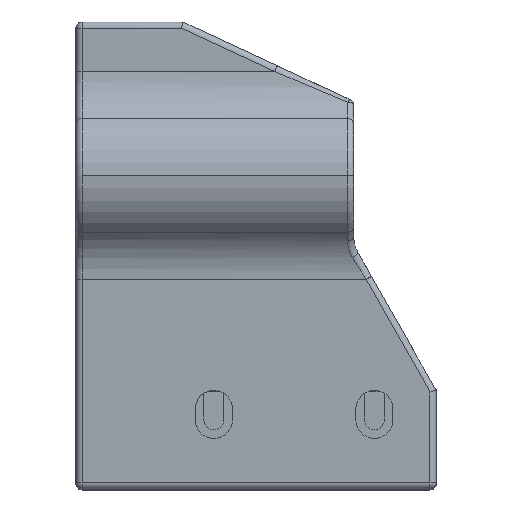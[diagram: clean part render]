
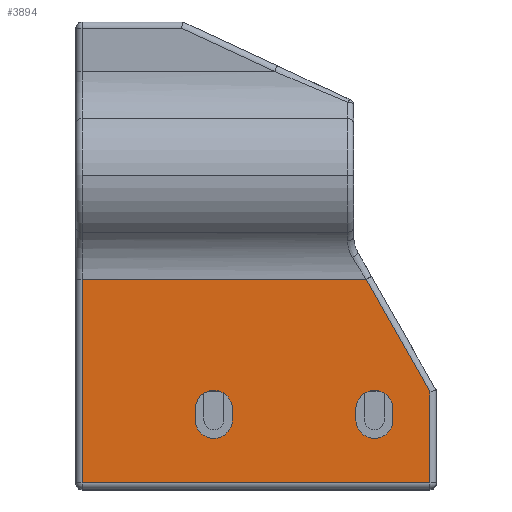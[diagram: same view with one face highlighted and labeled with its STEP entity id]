
A CAD part, top view. The second image highlights one B-rep face of the part: STEP entity #3894.
In plain terms, the highlighted planar face has unit normal (0, 0, 1).
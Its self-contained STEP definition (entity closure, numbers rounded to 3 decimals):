
#34 = CARTESIAN_POINT ( 'NONE',  ( 263.15, -22.8, 204.85 ) ) ;
#76 = VECTOR ( 'NONE', #3551, 1000. ) ;
#140 = EDGE_CURVE ( 'NONE', #5248, #9212, #365, .T. ) ;
#165 = ORIENTED_EDGE ( 'NONE', *, *, #6489, .T. ) ;
#313 = CARTESIAN_POINT ( 'NONE',  ( 231.15, -10.8, 204.85 ) ) ;
#365 = LINE ( 'NONE', #8978, #3110 ) ;
#373 = ORIENTED_EDGE ( 'NONE', *, *, #3827, .T. ) ;
#379 = CARTESIAN_POINT ( 'NONE',  ( 263.15, -8.064, 204.85 ) ) ;
#398 = AXIS2_PLACEMENT_3D ( 'NONE', #9598, #7360, #5831 ) ;
#504 = CARTESIAN_POINT ( 'NONE',  ( 228.15, -10.8, 204.85 ) ) ;
#641 = FACE_BOUND ( 'NONE', #6509, .T. ) ;
#733 = VERTEX_POINT ( 'NONE', #7718 ) ;
#754 = VECTOR ( 'NONE', #6728, 1000. ) ;
#762 = VECTOR ( 'NONE', #1810, 1000. ) ;
#1084 = CIRCLE ( 'NONE', #7709, 3. ) ;
#1331 = DIRECTION ( 'NONE',  ( 1., 0., 0. ) ) ;
#1401 = VECTOR ( 'NONE', #5765, 1000. ) ;
#1479 = DIRECTION ( 'NONE',  ( 1., 0., 0. ) ) ;
#1696 = AXIS2_PLACEMENT_3D ( 'NONE', #504, #7118, #1331 ) ;
#1773 = VERTEX_POINT ( 'NONE', #2414 ) ;
#1801 = CARTESIAN_POINT ( 'NONE',  ( 254.15, -10.8, 204.85 ) ) ;
#1810 = DIRECTION ( 'NONE',  ( 0., -1., 0. ) ) ;
#1829 = ORIENTED_EDGE ( 'NONE', *, *, #3861, .T. ) ;
#1904 = DIRECTION ( 'NONE',  ( 1., 0., 0. ) ) ;
#1964 = CARTESIAN_POINT ( 'NONE',  ( 257.15, -10.8, 204.85 ) ) ;
#1991 = ORIENTED_EDGE ( 'NONE', *, *, #2481, .T. ) ;
#2000 = DIRECTION ( 'NONE',  ( 0., 0., -1. ) ) ;
#2004 = DIRECTION ( 'NONE',  ( 1., 0., 0. ) ) ;
#2080 = CIRCLE ( 'NONE', #2545, 3. ) ;
#2126 = CARTESIAN_POINT ( 'NONE',  ( 251.15, -12.587, 204.85 ) ) ;
#2179 = LINE ( 'NONE', #2126, #754 ) ;
#2181 = LINE ( 'NONE', #6681, #4125 ) ;
#2210 = ORIENTED_EDGE ( 'NONE', *, *, #8259, .T. ) ;
#2257 = CARTESIAN_POINT ( 'NONE',  ( 254.15, -7.8, 204.85 ) ) ;
#2359 = LINE ( 'NONE', #5486, #762 ) ;
#2414 = CARTESIAN_POINT ( 'NONE',  ( 251.15, -10.8, 204.85 ) ) ;
#2481 = EDGE_CURVE ( 'NONE', #4525, #3803, #4332, .T. ) ;
#2545 = AXIS2_PLACEMENT_3D ( 'NONE', #8266, #7471, #1479 ) ;
#2578 = EDGE_CURVE ( 'NONE', #8181, #5248, #1084, .T. ) ;
#2596 = VECTOR ( 'NONE', #6168, 1000. ) ;
#2598 = CARTESIAN_POINT ( 'NONE',  ( 225.15, -10.8, 204.85 ) ) ;
#2687 = CARTESIAN_POINT ( 'NONE',  ( 225.15, -12.587, 204.85 ) ) ;
#2715 = CARTESIAN_POINT ( 'NONE',  ( 263.15, -22.8, 204.85 ) ) ;
#2807 = CARTESIAN_POINT ( 'NONE',  ( 205.8, 10.154, 204.85 ) ) ;
#2821 = VECTOR ( 'NONE', #6274, 1000. ) ;
#2838 = CARTESIAN_POINT ( 'NONE',  ( 228.15, -7.8, 204.85 ) ) ;
#2845 = EDGE_LOOP ( 'NONE', ( #5135, #4296, #5723, #2210, #165 ) ) ;
#2992 = VERTEX_POINT ( 'NONE', #4323 ) ;
#3028 = EDGE_CURVE ( 'NONE', #2992, #1773, #2179, .T. ) ;
#3110 = VECTOR ( 'NONE', #3725, 1000. ) ;
#3149 = LINE ( 'NONE', #7605, #2596 ) ;
#3187 = VERTEX_POINT ( 'NONE', #3911 ) ;
#3261 = VERTEX_POINT ( 'NONE', #1964 ) ;
#3491 = ORIENTED_EDGE ( 'NONE', *, *, #4718, .T. ) ;
#3551 = DIRECTION ( 'NONE',  ( -1., 0., 0. ) ) ;
#3554 = VERTEX_POINT ( 'NONE', #2257 ) ;
#3602 = CARTESIAN_POINT ( 'NONE',  ( 228.15, -12.587, 204.85 ) ) ;
#3613 = ORIENTED_EDGE ( 'NONE', *, *, #2578, .T. ) ;
#3651 = PLANE ( 'NONE',  #398 ) ;
#3659 = EDGE_CURVE ( 'NONE', #3187, #8781, #3149, .T. ) ;
#3725 = DIRECTION ( 'NONE',  ( 0., -1., 0. ) ) ;
#3803 = VERTEX_POINT ( 'NONE', #2598 ) ;
#3827 = EDGE_CURVE ( 'NONE', #4099, #3187, #5781, .T. ) ;
#3837 = CARTESIAN_POINT ( 'NONE',  ( 231.15, -12.587, 204.85 ) ) ;
#3861 = EDGE_CURVE ( 'NONE', #9212, #4525, #8145, .T. ) ;
#3894 = ADVANCED_FACE ( 'NONE', ( #9002, #641, #8858 ), #3651, .T. ) ;
#3911 = CARTESIAN_POINT ( 'NONE',  ( 206.8, 10.154, 204.85 ) ) ;
#4000 = DIRECTION ( 'NONE',  ( 1., 0., 0. ) ) ;
#4099 = VERTEX_POINT ( 'NONE', #5830 ) ;
#4109 = CARTESIAN_POINT ( 'NONE',  ( 263.15, -12.587, 204.85 ) ) ;
#4125 = VECTOR ( 'NONE', #9156, 1000. ) ;
#4189 = EDGE_LOOP ( 'NONE', ( #7276, #3491, #6378, #4931, #373 ) ) ;
#4296 = ORIENTED_EDGE ( 'NONE', *, *, #5833, .T. ) ;
#4323 = CARTESIAN_POINT ( 'NONE',  ( 251.15, -12.587, 204.85 ) ) ;
#4332 = LINE ( 'NONE', #2687, #1401 ) ;
#4477 = CARTESIAN_POINT ( 'NONE',  ( 228.15, -10.8, 204.85 ) ) ;
#4525 = VERTEX_POINT ( 'NONE', #5682 ) ;
#4718 = EDGE_CURVE ( 'NONE', #8781, #8497, #7638, .T. ) ;
#4842 = DIRECTION ( 'NONE',  ( 0., 0., -1. ) ) ;
#4917 = AXIS2_PLACEMENT_3D ( 'NONE', #1801, #4842, #4000 ) ;
#4931 = ORIENTED_EDGE ( 'NONE', *, *, #5574, .T. ) ;
#5135 = ORIENTED_EDGE ( 'NONE', *, *, #3028, .T. ) ;
#5161 = ORIENTED_EDGE ( 'NONE', *, *, #140, .T. ) ;
#5248 = VERTEX_POINT ( 'NONE', #313 ) ;
#5486 = CARTESIAN_POINT ( 'NONE',  ( 257.15, -7.8, 204.85 ) ) ;
#5574 = EDGE_CURVE ( 'NONE', #8873, #4099, #2181, .T. ) ;
#5682 = CARTESIAN_POINT ( 'NONE',  ( 225.15, -12.587, 204.85 ) ) ;
#5723 = ORIENTED_EDGE ( 'NONE', *, *, #8840, .T. ) ;
#5765 = DIRECTION ( 'NONE',  ( 0., 1., 0. ) ) ;
#5781 = LINE ( 'NONE', #2807, #76 ) ;
#5830 = CARTESIAN_POINT ( 'NONE',  ( 252.818, 10.154, 204.85 ) ) ;
#5831 = DIRECTION ( 'NONE',  ( 1., 0., 0. ) ) ;
#5833 = EDGE_CURVE ( 'NONE', #1773, #3554, #7121, .T. ) ;
#5906 = DIRECTION ( 'NONE',  ( 0., 0., -1. ) ) ;
#5927 = VECTOR ( 'NONE', #6203, 1000. ) ;
#5983 = CIRCLE ( 'NONE', #1696, 3. ) ;
#6168 = DIRECTION ( 'NONE',  ( 0., -1., 0. ) ) ;
#6203 = DIRECTION ( 'NONE',  ( 1., 0., 0. ) ) ;
#6274 = DIRECTION ( 'NONE',  ( 0., 1., 0. ) ) ;
#6378 = ORIENTED_EDGE ( 'NONE', *, *, #8308, .T. ) ;
#6489 = EDGE_CURVE ( 'NONE', #733, #2992, #2080, .T. ) ;
#6509 = EDGE_LOOP ( 'NONE', ( #1991, #8990, #3613, #5161, #1829 ) ) ;
#6681 = CARTESIAN_POINT ( 'NONE',  ( 262.901, -7.625, 204.85 ) ) ;
#6728 = DIRECTION ( 'NONE',  ( 0., 1., 0. ) ) ;
#6864 = AXIS2_PLACEMENT_3D ( 'NONE', #3602, #7455, #2004 ) ;
#7118 = DIRECTION ( 'NONE',  ( 0., 0., -1. ) ) ;
#7121 = CIRCLE ( 'NONE', #4917, 3. ) ;
#7199 = AXIS2_PLACEMENT_3D ( 'NONE', #8804, #2000, #1904 ) ;
#7276 = ORIENTED_EDGE ( 'NONE', *, *, #3659, .T. ) ;
#7360 = DIRECTION ( 'NONE',  ( 0., 0., 1. ) ) ;
#7455 = DIRECTION ( 'NONE',  ( 0., 0., -1. ) ) ;
#7471 = DIRECTION ( 'NONE',  ( 0., 0., -1. ) ) ;
#7532 = DIRECTION ( 'NONE',  ( 1., 0., 0. ) ) ;
#7605 = CARTESIAN_POINT ( 'NONE',  ( 206.8, -23.8, 204.85 ) ) ;
#7638 = LINE ( 'NONE', #34, #5927 ) ;
#7694 = CARTESIAN_POINT ( 'NONE',  ( 206.8, -22.8, 204.85 ) ) ;
#7708 = LINE ( 'NONE', #4109, #2821 ) ;
#7709 = AXIS2_PLACEMENT_3D ( 'NONE', #4477, #5906, #7532 ) ;
#7718 = CARTESIAN_POINT ( 'NONE',  ( 257.15, -12.587, 204.85 ) ) ;
#8145 = CIRCLE ( 'NONE', #6864, 3. ) ;
#8181 = VERTEX_POINT ( 'NONE', #2838 ) ;
#8259 = EDGE_CURVE ( 'NONE', #3261, #733, #2359, .T. ) ;
#8266 = CARTESIAN_POINT ( 'NONE',  ( 254.15, -12.587, 204.85 ) ) ;
#8308 = EDGE_CURVE ( 'NONE', #8497, #8873, #7708, .T. ) ;
#8468 = EDGE_CURVE ( 'NONE', #3803, #8181, #5983, .T. ) ;
#8497 = VERTEX_POINT ( 'NONE', #2715 ) ;
#8781 = VERTEX_POINT ( 'NONE', #7694 ) ;
#8804 = CARTESIAN_POINT ( 'NONE',  ( 254.15, -10.8, 204.85 ) ) ;
#8840 = EDGE_CURVE ( 'NONE', #3554, #3261, #9262, .T. ) ;
#8858 = FACE_BOUND ( 'NONE', #2845, .T. ) ;
#8873 = VERTEX_POINT ( 'NONE', #379 ) ;
#8978 = CARTESIAN_POINT ( 'NONE',  ( 231.15, -7.8, 204.85 ) ) ;
#8990 = ORIENTED_EDGE ( 'NONE', *, *, #8468, .T. ) ;
#9002 = FACE_OUTER_BOUND ( 'NONE', #4189, .T. ) ;
#9156 = DIRECTION ( 'NONE',  ( -0.493, 0.87, 0. ) ) ;
#9212 = VERTEX_POINT ( 'NONE', #3837 ) ;
#9262 = CIRCLE ( 'NONE', #7199, 3. ) ;
#9598 = CARTESIAN_POINT ( 'NONE',  ( 254.15, -12.587, 204.85 ) ) ;
